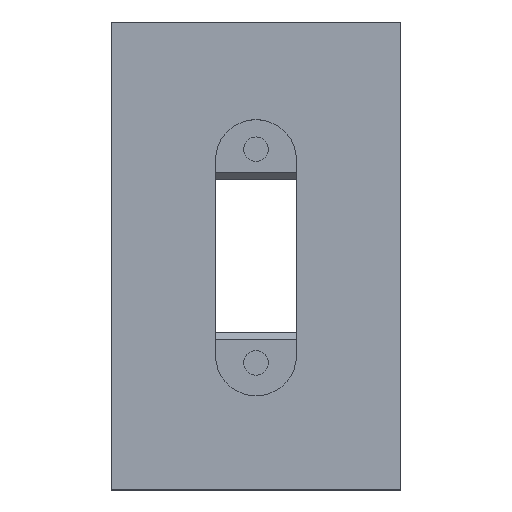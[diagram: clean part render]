
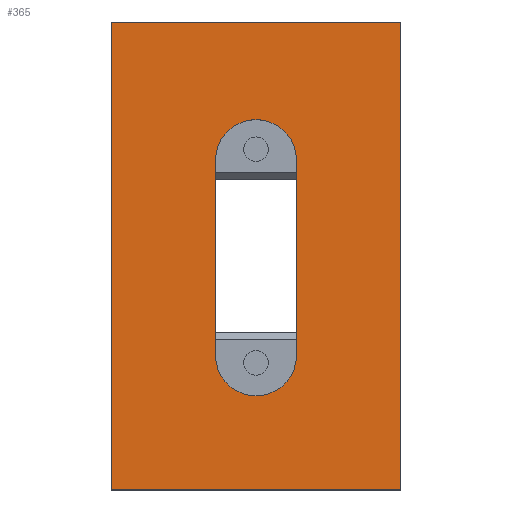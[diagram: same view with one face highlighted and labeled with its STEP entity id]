
A CAD part, top view. The second image highlights one B-rep face of the part: STEP entity #365.
In plain terms, the highlighted planar face has unit normal (0, 0, 1).
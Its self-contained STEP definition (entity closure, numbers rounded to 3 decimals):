
#17=FACE_BOUND('',#72,.T.);
#24=CIRCLE('',#397,5.5);
#25=CIRCLE('',#400,5.5);
#49=FACE_OUTER_BOUND('',#71,.T.);
#71=EDGE_LOOP('',(#315,#316,#317,#318));
#72=EDGE_LOOP('',(#319,#320,#321,#322));
#93=LINE('',#561,#133);
#99=LINE('',#573,#139);
#105=LINE('',#589,#145);
#108=LINE('',#595,#148);
#111=LINE('',#601,#151);
#114=LINE('',#605,#154);
#133=VECTOR('',#459,10.);
#139=VECTOR('',#471,10.);
#145=VECTOR('',#487,10.);
#148=VECTOR('',#492,10.);
#151=VECTOR('',#497,10.);
#154=VECTOR('',#502,10.);
#173=VERTEX_POINT('',#559);
#174=VERTEX_POINT('',#560);
#176=VERTEX_POINT('',#568);
#177=VERTEX_POINT('',#572);
#181=VERTEX_POINT('',#586);
#182=VERTEX_POINT('',#588);
#184=VERTEX_POINT('',#594);
#186=VERTEX_POINT('',#600);
#210=EDGE_CURVE('',#173,#174,#93,.T.);
#215=EDGE_CURVE('',#176,#173,#24,.T.);
#217=EDGE_CURVE('',#177,#176,#99,.T.);
#221=EDGE_CURVE('',#174,#177,#25,.T.);
#225=EDGE_CURVE('',#182,#181,#105,.T.);
#228=EDGE_CURVE('',#184,#182,#108,.T.);
#231=EDGE_CURVE('',#186,#184,#111,.T.);
#234=EDGE_CURVE('',#181,#186,#114,.T.);
#315=ORIENTED_EDGE('',*,*,#234,.T.);
#316=ORIENTED_EDGE('',*,*,#231,.T.);
#317=ORIENTED_EDGE('',*,*,#228,.T.);
#318=ORIENTED_EDGE('',*,*,#225,.T.);
#319=ORIENTED_EDGE('',*,*,#210,.T.);
#320=ORIENTED_EDGE('',*,*,#221,.T.);
#321=ORIENTED_EDGE('',*,*,#217,.T.);
#322=ORIENTED_EDGE('',*,*,#215,.T.);
#345=PLANE('',#407);
#365=ADVANCED_FACE('',(#49,#17),#345,.T.);
#397=AXIS2_PLACEMENT_3D('',#569,#466,#467);
#400=AXIS2_PLACEMENT_3D('',#579,#477,#478);
#407=AXIS2_PLACEMENT_3D('',#606,#503,#504);
#459=DIRECTION('',(0.,-1.,0.));
#466=DIRECTION('center_axis',(0.,0.,-1.));
#467=DIRECTION('ref_axis',(1.,0.,0.));
#471=DIRECTION('',(0.,1.,0.));
#477=DIRECTION('center_axis',(0.,0.,-1.));
#478=DIRECTION('ref_axis',(-1.,0.,0.));
#487=DIRECTION('',(0.,-1.,0.));
#492=DIRECTION('',(-1.,0.,0.));
#497=DIRECTION('',(0.,1.,0.));
#502=DIRECTION('',(1.,0.,0.));
#503=DIRECTION('center_axis',(0.,0.,1.));
#504=DIRECTION('ref_axis',(1.,0.,0.));
#559=CARTESIAN_POINT('',(5.5,13.,12.7));
#560=CARTESIAN_POINT('',(5.5,-13.5,12.7));
#561=CARTESIAN_POINT('',(5.5,6.5,12.7));
#568=CARTESIAN_POINT('',(-5.5,13.,12.7));
#569=CARTESIAN_POINT('Origin',(0.,13.,12.7));
#572=CARTESIAN_POINT('',(-5.5,-13.5,12.7));
#573=CARTESIAN_POINT('',(-5.5,-6.75,12.7));
#579=CARTESIAN_POINT('Origin',(0.,-13.5,12.7));
#586=CARTESIAN_POINT('',(-19.62,-31.75,12.7));
#588=CARTESIAN_POINT('',(-19.62,31.75,12.7));
#589=CARTESIAN_POINT('',(-19.62,-31.75,12.7));
#594=CARTESIAN_POINT('',(19.62,31.75,12.7));
#595=CARTESIAN_POINT('',(-19.62,31.75,12.7));
#600=CARTESIAN_POINT('',(19.62,-31.75,12.7));
#601=CARTESIAN_POINT('',(19.62,31.75,12.7));
#605=CARTESIAN_POINT('',(19.62,-31.75,12.7));
#606=CARTESIAN_POINT('Origin',(0.,0.,
12.7));
